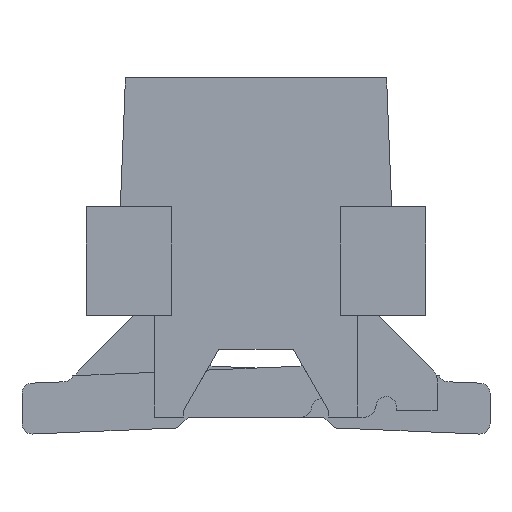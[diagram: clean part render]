
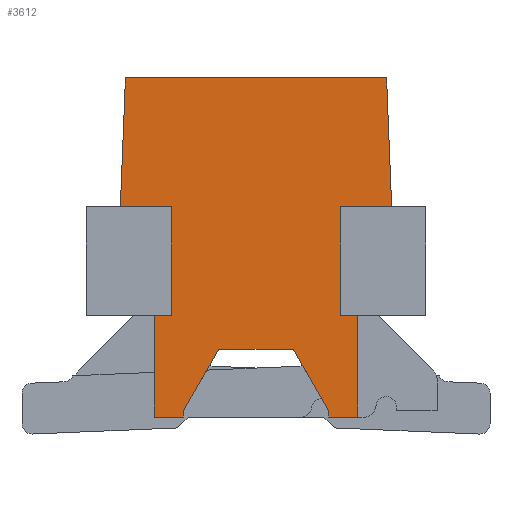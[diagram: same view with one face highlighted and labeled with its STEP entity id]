
A CAD part, left-side view. The second image highlights one B-rep face of the part: STEP entity #3612.
In plain terms, the highlighted planar face has unit normal (-1, 0, 0).
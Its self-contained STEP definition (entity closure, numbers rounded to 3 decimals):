
#116=DIRECTION('',(0.,1.,0.));
#117=VECTOR('',#116,0.75);
#118=CARTESIAN_POINT('',(-2.805,-2.,-1.9));
#119=LINE('',#118,#117);
#160=DIRECTION('',(0.,1.,0.));
#161=VECTOR('',#160,0.75);
#162=CARTESIAN_POINT('',(-2.805,1.25,-1.9));
#163=LINE('',#162,#161);
#189=DIRECTION('',(0.,-0.039,0.999));
#190=VECTOR('',#189,1.901);
#191=CARTESIAN_POINT('',(-2.805,2.,-1.9));
#192=LINE('',#191,#190);
#193=DIRECTION('',(0.,-1.,0.));
#194=VECTOR('',#193,3.85);
#195=CARTESIAN_POINT('',(-2.805,1.925,0.));
#196=LINE('',#195,#194);
#197=DIRECTION('',(0.,-0.039,-0.999));
#198=VECTOR('',#197,1.901);
#199=CARTESIAN_POINT('',(-2.805,-1.925,0.));
#200=LINE('',#199,#198);
#201=DIRECTION('',(0.,0.,-1.));
#202=VECTOR('',#201,1.6);
#203=CARTESIAN_POINT('',(-2.805,-1.25,-1.9));
#204=LINE('',#203,#202);
#205=DIRECTION('',(0.,0.,-1.));
#206=VECTOR('',#205,1.5);
#207=CARTESIAN_POINT('',(-2.805,-1.5,-3.5));
#208=LINE('',#207,#206);
#209=DIRECTION('',(0.,1.,0.));
#210=VECTOR('',#209,0.43);
#211=CARTESIAN_POINT('',(-2.805,-1.5,-5.));
#212=LINE('',#211,#210);
#213=DIRECTION('',(0.,0.,1.));
#214=VECTOR('',#213,0.1);
#215=CARTESIAN_POINT('',(-2.805,-1.07,-5.));
#216=LINE('',#215,#214);
#217=DIRECTION('',(0.,0.5,0.866));
#218=VECTOR('',#217,1.039);
#219=CARTESIAN_POINT('',(-2.805,-1.07,-4.9));
#220=LINE('',#219,#218);
#221=DIRECTION('',(0.,1.,0.));
#222=VECTOR('',#221,1.1);
#223=CARTESIAN_POINT('',(-2.805,-0.55,-4.));
#224=LINE('',#223,#222);
#225=DIRECTION('',(0.,0.5,-0.866));
#226=VECTOR('',#225,1.039);
#227=CARTESIAN_POINT('',(-2.805,0.55,-4.));
#228=LINE('',#227,#226);
#229=DIRECTION('',(0.,0.,-1.));
#230=VECTOR('',#229,0.1);
#231=CARTESIAN_POINT('',(-2.805,1.07,-4.9));
#232=LINE('',#231,#230);
#233=DIRECTION('',(0.,1.,0.));
#234=VECTOR('',#233,0.43);
#235=CARTESIAN_POINT('',(-2.805,1.07,-5.));
#236=LINE('',#235,#234);
#237=DIRECTION('',(0.,0.,1.));
#238=VECTOR('',#237,1.5);
#239=CARTESIAN_POINT('',(-2.805,1.5,-5.));
#240=LINE('',#239,#238);
#625=DIRECTION('',(0.,1.,0.));
#626=VECTOR('',#625,0.25);
#627=CARTESIAN_POINT('',(-2.805,1.25,-3.5));
#628=LINE('',#627,#626);
#641=DIRECTION('',(0.,1.,0.));
#642=VECTOR('',#641,0.25);
#643=CARTESIAN_POINT('',(-2.805,-1.5,-3.5));
#644=LINE('',#643,#642);
#2203=DIRECTION('',(0.,0.,-1.));
#2204=VECTOR('',#2203,1.6);
#2205=CARTESIAN_POINT('',(-2.805,1.25,-1.9));
#2206=LINE('',#2205,#2204);
#2632=CARTESIAN_POINT('',(-2.805,1.925,0.));
#2633=CARTESIAN_POINT('',(-2.805,-1.925,0.));
#2634=VERTEX_POINT('',#2632);
#2635=VERTEX_POINT('',#2633);
#2636=CARTESIAN_POINT('',(-2.805,-1.5,-5.));
#2637=CARTESIAN_POINT('',(-2.805,-1.07,-5.));
#2638=VERTEX_POINT('',#2636);
#2639=VERTEX_POINT('',#2637);
#2640=CARTESIAN_POINT('',(-2.805,-1.07,-4.9));
#2641=CARTESIAN_POINT('',(-2.805,-0.55,-4.));
#2642=VERTEX_POINT('',#2640);
#2643=VERTEX_POINT('',#2641);
#2644=CARTESIAN_POINT('',(-2.805,0.55,-4.));
#2645=VERTEX_POINT('',#2644);
#2646=CARTESIAN_POINT('',(-2.805,1.07,-4.9));
#2647=VERTEX_POINT('',#2646);
#2648=CARTESIAN_POINT('',(-2.805,1.07,-5.));
#2649=CARTESIAN_POINT('',(-2.805,1.5,-5.));
#2650=VERTEX_POINT('',#2648);
#2651=VERTEX_POINT('',#2649);
#2656=CARTESIAN_POINT('',(-2.805,-2.,-1.9));
#2657=VERTEX_POINT('',#2656);
#2658=CARTESIAN_POINT('',(-2.805,-1.5,-3.5));
#2659=VERTEX_POINT('',#2658);
#2660=CARTESIAN_POINT('',(-2.805,1.5,-3.5));
#2661=VERTEX_POINT('',#2660);
#2665=CARTESIAN_POINT('',(-2.805,-1.25,-1.9));
#2667=VERTEX_POINT('',#2665);
#2669=CARTESIAN_POINT('',(-2.805,1.25,-1.9));
#2671=VERTEX_POINT('',#2669);
#2673=CARTESIAN_POINT('',(-2.805,-1.25,-3.5));
#2675=VERTEX_POINT('',#2673);
#2677=CARTESIAN_POINT('',(-2.805,1.25,-3.5));
#2679=VERTEX_POINT('',#2677);
#3192=CARTESIAN_POINT('',(-2.805,2.,-1.9));
#3193=VERTEX_POINT('',#3192);
#3572=CARTESIAN_POINT('',(-2.805,0.,0.));
#3573=DIRECTION('',(1.,0.,0.));
#3574=DIRECTION('',(0.,1.,0.));
#3575=AXIS2_PLACEMENT_3D('',#3572,#3573,#3574);
#3576=PLANE('',#3575);
#3577=ORIENTED_EDGE('',*,*,#3550,.T.);
#3579=ORIENTED_EDGE('',*,*,#3578,.T.);
#3581=ORIENTED_EDGE('',*,*,#3580,.T.);
#3582=ORIENTED_EDGE('',*,*,#3471,.T.);
#3584=ORIENTED_EDGE('',*,*,#3583,.T.);
#3586=ORIENTED_EDGE('',*,*,#3585,.F.);
#3588=ORIENTED_EDGE('',*,*,#3587,.T.);
#3590=ORIENTED_EDGE('',*,*,#3589,.T.);
#3592=ORIENTED_EDGE('',*,*,#3591,.T.);
#3594=ORIENTED_EDGE('',*,*,#3593,.T.);
#3596=ORIENTED_EDGE('',*,*,#3595,.T.);
#3598=ORIENTED_EDGE('',*,*,#3597,.T.);
#3600=ORIENTED_EDGE('',*,*,#3599,.T.);
#3602=ORIENTED_EDGE('',*,*,#3601,.T.);
#3604=ORIENTED_EDGE('',*,*,#3603,.T.);
#3606=ORIENTED_EDGE('',*,*,#3605,.F.);
#3608=ORIENTED_EDGE('',*,*,#3607,.F.);
#3609=ORIENTED_EDGE('',*,*,#3517,.T.);
#3610=EDGE_LOOP('',(#3577,#3579,#3581,#3582,#3584,#3586,#3588,#3590,#3592,#3594,
#3596,#3598,#3600,#3602,#3604,#3606,#3608,#3609));
#3611=FACE_OUTER_BOUND('',#3610,.F.);
#3612=ADVANCED_FACE('',(#3611),#3576,.F.);
#3471=EDGE_CURVE('',#2657,#2667,#119,.T.);
#3517=EDGE_CURVE('',#2671,#3193,#163,.T.);
#3550=EDGE_CURVE('',#3193,#2634,#192,.T.);
#3578=EDGE_CURVE('',#2634,#2635,#196,.T.);
#3580=EDGE_CURVE('',#2635,#2657,#200,.T.);
#3583=EDGE_CURVE('',#2667,#2675,#204,.T.);
#3585=EDGE_CURVE('',#2659,#2675,#644,.T.);
#3587=EDGE_CURVE('',#2659,#2638,#208,.T.);
#3589=EDGE_CURVE('',#2638,#2639,#212,.T.);
#3591=EDGE_CURVE('',#2639,#2642,#216,.T.);
#3593=EDGE_CURVE('',#2642,#2643,#220,.T.);
#3595=EDGE_CURVE('',#2643,#2645,#224,.T.);
#3597=EDGE_CURVE('',#2645,#2647,#228,.T.);
#3599=EDGE_CURVE('',#2647,#2650,#232,.T.);
#3601=EDGE_CURVE('',#2650,#2651,#236,.T.);
#3603=EDGE_CURVE('',#2651,#2661,#240,.T.);
#3605=EDGE_CURVE('',#2679,#2661,#628,.T.);
#3607=EDGE_CURVE('',#2671,#2679,#2206,.T.);
